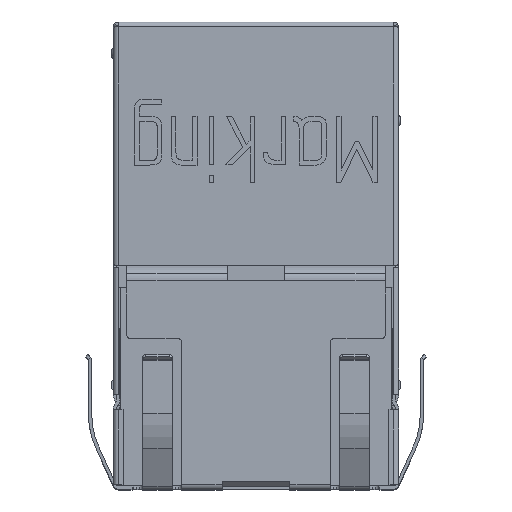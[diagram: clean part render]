
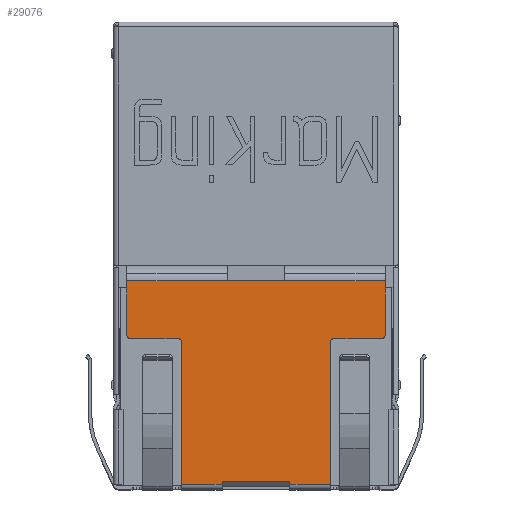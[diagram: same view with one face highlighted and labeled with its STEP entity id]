
A CAD part, top view. The second image highlights one B-rep face of the part: STEP entity #29076.
In plain terms, the highlighted face is planar.
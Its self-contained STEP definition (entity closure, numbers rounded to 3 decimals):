
#1293=CIRCLE('',#30977,0.2);
#1295=CIRCLE('',#30980,0.2);
#1297=CIRCLE('',#30983,0.2);
#1298=CIRCLE('',#30985,0.2);
#5995=ORIENTED_EDGE('',*,*,#11264,.F.);
#5996=ORIENTED_EDGE('',*,*,#10756,.F.);
#5997=ORIENTED_EDGE('',*,*,#11939,.T.);
#5998=ORIENTED_EDGE('',*,*,#11770,.F.);
#5999=ORIENTED_EDGE('',*,*,#11946,.T.);
#6000=ORIENTED_EDGE('',*,*,#11772,.T.);
#6001=ORIENTED_EDGE('',*,*,#11953,.T.);
#6002=ORIENTED_EDGE('',*,*,#11965,.T.);
#6003=ORIENTED_EDGE('',*,*,#11966,.T.);
#6004=ORIENTED_EDGE('',*,*,#11967,.T.);
#6005=ORIENTED_EDGE('',*,*,#11958,.F.);
#6006=ORIENTED_EDGE('',*,*,#11762,.T.);
#6007=ORIENTED_EDGE('',*,*,#11948,.F.);
#6008=ORIENTED_EDGE('',*,*,#11766,.F.);
#6009=ORIENTED_EDGE('',*,*,#11941,.F.);
#6010=ORIENTED_EDGE('',*,*,#11944,.F.);
#6011=ORIENTED_EDGE('',*,*,#11262,.F.);
#6012=ORIENTED_EDGE('',*,*,#11361,.F.);
#10756=EDGE_CURVE('',#14316,#14317,#17025,.T.);
#11262=EDGE_CURVE('',#14726,#14727,#17413,.T.);
#11264=EDGE_CURVE('',#14317,#14728,#17414,.T.);
#11361=EDGE_CURVE('',#14728,#14726,#17508,.T.);
#11762=EDGE_CURVE('',#15072,#15071,#1293,.T.);
#11766=EDGE_CURVE('',#15075,#15076,#1295,.T.);
#11770=EDGE_CURVE('',#15079,#15080,#1297,.T.);
#11772=EDGE_CURVE('',#15081,#15082,#1298,.T.);
#11939=EDGE_CURVE('',#14316,#15080,#17818,.T.);
#11941=EDGE_CURVE('',#15165,#15075,#17819,.T.);
#11944=EDGE_CURVE('',#14727,#15165,#17822,.T.);
#11946=EDGE_CURVE('',#15079,#15081,#17824,.T.);
#11948=EDGE_CURVE('',#15076,#15071,#17826,.T.);
#11953=EDGE_CURVE('',#15082,#15169,#17829,.T.);
#11958=EDGE_CURVE('',#15072,#15173,#17832,.T.);
#11965=EDGE_CURVE('',#15169,#15178,#17835,.T.);
#11966=EDGE_CURVE('',#15178,#15179,#17836,.T.);
#11967=EDGE_CURVE('',#15179,#15173,#17837,.T.);
#14316=VERTEX_POINT('',#42283);
#14317=VERTEX_POINT('',#42284);
#14726=VERTEX_POINT('',#43337);
#14727=VERTEX_POINT('',#43339);
#14728=VERTEX_POINT('',#43343);
#15071=VERTEX_POINT('',#44355);
#15072=VERTEX_POINT('',#44357);
#15075=VERTEX_POINT('',#44364);
#15076=VERTEX_POINT('',#44366);
#15079=VERTEX_POINT('',#44373);
#15080=VERTEX_POINT('',#44375);
#15081=VERTEX_POINT('',#44379);
#15082=VERTEX_POINT('',#44380);
#15165=VERTEX_POINT('',#44673);
#15169=VERTEX_POINT('',#44694);
#15173=VERTEX_POINT('',#44705);
#15178=VERTEX_POINT('',#44718);
#15179=VERTEX_POINT('',#44720);
#17025=LINE('',#42282,#19731);
#17413=LINE('',#43338,#20119);
#17414=LINE('',#43342,#20120);
#17508=LINE('',#43540,#20214);
#17818=LINE('',#44670,#20524);
#17819=LINE('',#44674,#20525);
#17822=LINE('',#44679,#20528);
#17824=LINE('',#44682,#20530);
#17826=LINE('',#44685,#20532);
#17829=LINE('',#44695,#20535);
#17832=LINE('',#44704,#20538);
#17835=LINE('',#44717,#20541);
#17836=LINE('',#44719,#20542);
#17837=LINE('',#44721,#20543);
#19731=VECTOR('',#34263,1000.);
#20119=VECTOR('',#35165,1000.);
#20120=VECTOR('',#35170,1000.);
#20214=VECTOR('',#35324,1000.);
#20524=VECTOR('',#36548,1000.);
#20525=VECTOR('',#36553,1000.);
#20528=VECTOR('',#36560,1000.);
#20530=VECTOR('',#36564,1000.);
#20532=VECTOR('',#36568,1000.);
#20535=VECTOR('',#36577,1000.);
#20538=VECTOR('',#36586,1000.);
#20541=VECTOR('',#36599,1000.);
#20542=VECTOR('',#36600,1000.);
#20543=VECTOR('',#36601,1000.);
#22334=EDGE_LOOP('',(#5995,#5996,#5997,#5998,#5999,#6000,#6001,#6002,#6003,
#6004,#6005,#6006,#6007,#6008,#6009,#6010,#6011,#6012));
#23853=FACE_BOUND('',#22334,.T.);
#25070=PLANE('',#31077);
#29076=ADVANCED_FACE('',(#23853),#25070,.T.);
#30977=AXIS2_PLACEMENT_3D('',#44356,#36243,#36244);
#30980=AXIS2_PLACEMENT_3D('',#44365,#36251,#36252);
#30983=AXIS2_PLACEMENT_3D('',#44374,#36259,#36260);
#30985=AXIS2_PLACEMENT_3D('',#44378,#36264,#36265);
#31077=AXIS2_PLACEMENT_3D('',#44716,#36597,#36598);
#34263=DIRECTION('',(1.,0.,0.));
#35165=DIRECTION('',(0.,-1.,0.));
#35170=DIRECTION('',(0.,1.,0.));
#35324=DIRECTION('',(1.,0.,0.));
#36243=DIRECTION('',(0.,0.,-1.));
#36244=DIRECTION('',(0.,1.,0.));
#36251=DIRECTION('',(0.,0.,-1.));
#36252=DIRECTION('',(0.,1.,0.));
#36259=DIRECTION('',(0.,0.,-1.));
#36260=DIRECTION('',(0.,1.,0.));
#36264=DIRECTION('',(0.,0.,-1.));
#36265=DIRECTION('',(0.,1.,0.));
#36548=DIRECTION('',(0.,1.,0.));
#36553=DIRECTION('',(0.,1.,0.));
#36560=DIRECTION('',(1.,0.,0.));
#36564=DIRECTION('',(-1.,0.,0.));
#36568=DIRECTION('',(1.,0.,0.));
#36577=DIRECTION('',(0.,1.,0.));
#36586=DIRECTION('',(0.,1.,0.));
#36597=DIRECTION('',(0.,0.,-1.));
#36598=DIRECTION('',(-1.,0.,0.));
#36599=DIRECTION('',(1.,0.,0.));
#36600=DIRECTION('',(1.,0.,0.));
#36601=DIRECTION('',(1.,0.,0.));
#42282=CARTESIAN_POINT('',(-8.335,-13.7,-12.6));
#42283=CARTESIAN_POINT('',(-4.5,-13.7,-12.6));
#42284=CARTESIAN_POINT('',(-2.05,-13.7,-12.6));
#43337=CARTESIAN_POINT('',(2.05,-13.5,-12.6));
#43338=CARTESIAN_POINT('',(2.05,-13.5,-12.6));
#43339=CARTESIAN_POINT('',(2.05,-13.7,-12.6));
#43342=CARTESIAN_POINT('',(-2.05,-14.,-12.6));
#43343=CARTESIAN_POINT('',(-2.05,-13.5,-12.6));
#43540=CARTESIAN_POINT('',(-2.05,-13.5,-12.6));
#44355=CARTESIAN_POINT('',(7.6,-4.9,-12.6));
#44356=CARTESIAN_POINT('',(7.6,-4.7,-12.6));
#44357=CARTESIAN_POINT('',(7.8,-4.7,-12.6));
#44364=CARTESIAN_POINT('',(4.5,-5.1,-12.6));
#44365=CARTESIAN_POINT('',(4.7,-5.1,-12.6));
#44366=CARTESIAN_POINT('',(4.7,-4.9,-12.6));
#44373=CARTESIAN_POINT('',(-4.7,-4.9,-12.6));
#44374=CARTESIAN_POINT('',(-4.7,-5.1,-12.6));
#44375=CARTESIAN_POINT('',(-4.5,-5.1,-12.6));
#44378=CARTESIAN_POINT('',(-7.6,-4.7,-12.6));
#44379=CARTESIAN_POINT('',(-7.6,-4.9,-12.6));
#44380=CARTESIAN_POINT('',(-7.8,-4.7,-12.6));
#44670=CARTESIAN_POINT('',(-4.5,-13.961,-12.6));
#44673=CARTESIAN_POINT('',(4.5,-13.7,-12.6));
#44674=CARTESIAN_POINT('',(4.5,-13.961,-12.6));
#44679=CARTESIAN_POINT('',(-8.335,-13.7,-12.6));
#44682=CARTESIAN_POINT('',(-4.5,-4.9,-12.6));
#44685=CARTESIAN_POINT('',(4.5,-4.9,-12.6));
#44694=CARTESIAN_POINT('',(-7.8,-1.4,-12.6));
#44695=CARTESIAN_POINT('',(-7.8,-13.961,-12.6));
#44704=CARTESIAN_POINT('',(7.8,-13.961,-12.6));
#44705=CARTESIAN_POINT('',(7.8,-1.4,-12.6));
#44716=CARTESIAN_POINT('',(-8.335,-14.,-12.6));
#44717=CARTESIAN_POINT('',(-8.335,-1.4,-12.6));
#44718=CARTESIAN_POINT('',(-1.75,-1.4,-12.6));
#44719=CARTESIAN_POINT('',(-8.335,-1.4,-12.6));
#44720=CARTESIAN_POINT('',(1.75,-1.4,-12.6));
#44721=CARTESIAN_POINT('',(1.75,-1.4,-12.6));
